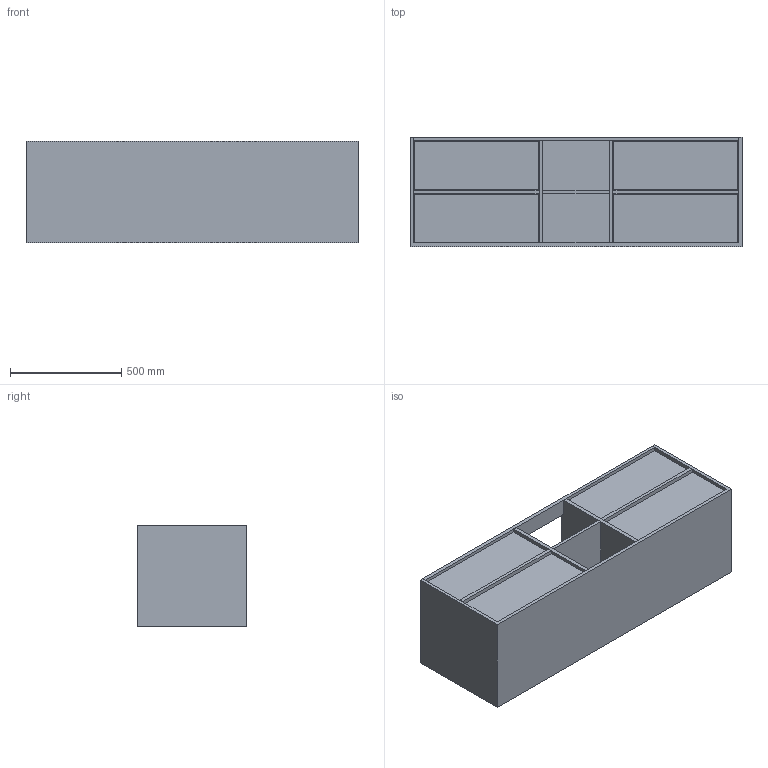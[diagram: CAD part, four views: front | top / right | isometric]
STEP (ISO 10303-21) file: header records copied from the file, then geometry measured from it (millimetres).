
FILE_DESCRIPTION (( 'STEP AP214' ), '1' );
FILE_NAME ('Kado Aspect 1500W with open shelf.STEP', '2022-04-26T00:58:33', ( '' ), ( '' ), 'SwSTEP 2.0', 'SolidWorks 2018', '' );
FILE_SCHEMA (( 'AUTOMOTIVE_DESIGN' ));
Length unit declared in the file: millimetre
Products named in the file (1): Kado Aspect 1500W with open shelf
Bounding box: 1490 x 490 x 455 mm (x, y, z)
Volume: 62875151.7 mm3; surface area: 9580682.3 mm2
Topology: 28 solids, 28 shells, 288 faces, 696 edges, 464 vertices
Faces by surface type: plane 288
Entity records: 10785 total; most frequent: CARTESIAN_POINT 1449, ORIENTED_EDGE 1392, DIRECTION 1274, EDGE_CURVE 696, LINE 696, VECTOR 696, VERTEX_POINT 464, AXIS2_PLACEMENT_3D 289
